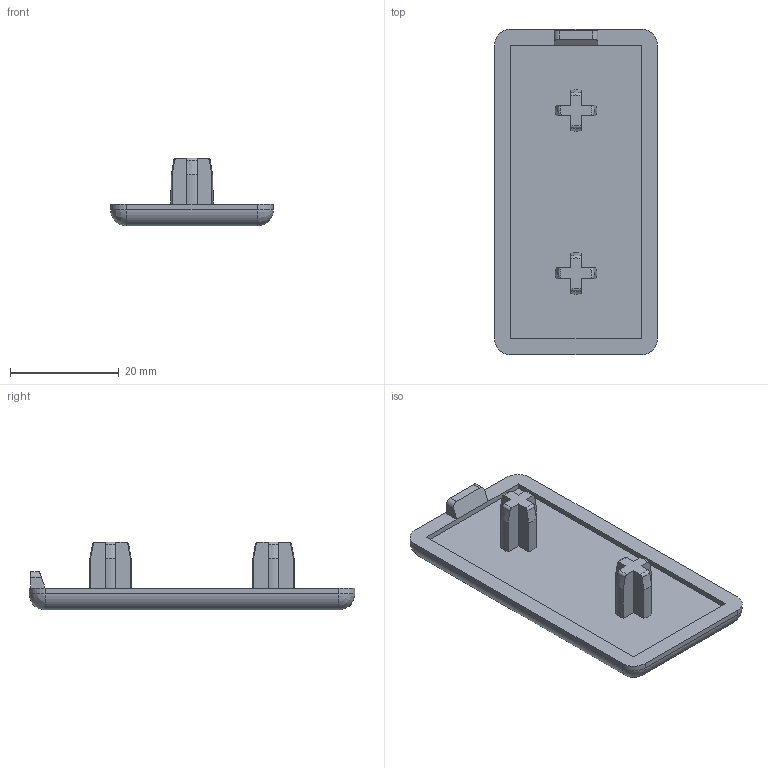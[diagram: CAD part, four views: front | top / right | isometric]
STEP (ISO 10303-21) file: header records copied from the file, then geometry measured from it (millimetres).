
FILE_DESCRIPTION(('STEP AP203'),'1');
FILE_NAME('BASE08B1157.stp','2023-10-13T08:44:48',(' '),(' '),'Spatial InterOp 3D',' ',' ');
FILE_SCHEMA(('CONFIG_CONTROL_DESIGN'));
Length unit declared in the file: millimetre
Products named in the file (1): Embout 8 60x30
Bounding box: 30 x 60 x 12.5 mm (x, y, z)
Volume: 6076.5 mm3; surface area: 4798 mm2
Topology: 1 solids, 1 shells, 72 faces, 193 edges, 122 vertices
Faces by surface type: plane 34, cylinder 18, revolution 12, cone 8
Entity records: 2453 total; most frequent: CARTESIAN_POINT 614, ORIENTED_EDGE 378, DIRECTION 325, EDGE_CURVE 189, VERTEX_POINT 122, AXIS2_PLACEMENT_3D 105, LINE 103, VECTOR 103
